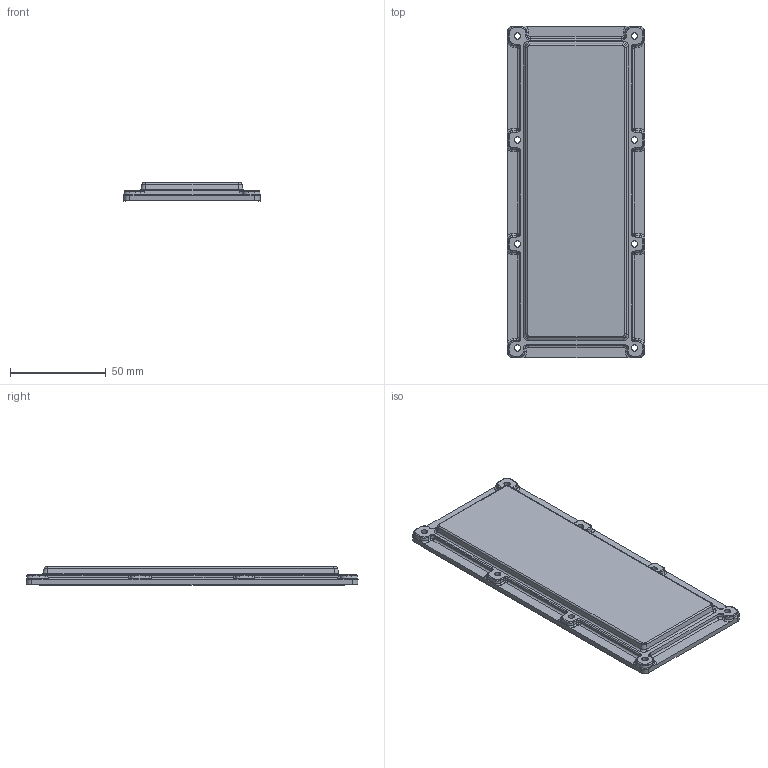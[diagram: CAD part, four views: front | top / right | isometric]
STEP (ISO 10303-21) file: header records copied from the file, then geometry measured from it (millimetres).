
FILE_DESCRIPTION((''),'2;1');
FILE_NAME('12IN1-9090','2023-03-04T',('Administrator'),(''),'PRO/ENGINEER BY PARAMETRIC TECHNOLOGY CORPORATION, 2007090','PRO/ENGINEER BY PARAMETRIC TECHNOLOGY CORPORATION, 2007090','');
FILE_SCHEMA(('CONFIG_CONTROL_DESIGN'));
Length unit declared in the file: millimetre
Products named in the file (1): 12IN1-9090
Bounding box: 71.53 x 173.03 x 9.55 mm (x, y, z)
Volume: 47833.8 mm3; surface area: 36126.1 mm2
Topology: 1 solids, 1 shells, 366 faces, 906 edges, 546 vertices
Faces by surface type: cylinder 127, bspline 111, plane 90, cone 20, torus 12, extrusion 6
Entity records: 15412 total; most frequent: CARTESIAN_POINT 7724, ORIENTED_EDGE 1812, DIRECTION 1255, EDGE_CURVE 906, VERTEX_POINT 546, AXIS2_PLACEMENT_3D 440, EDGE_LOOP 386, VECTOR 375
